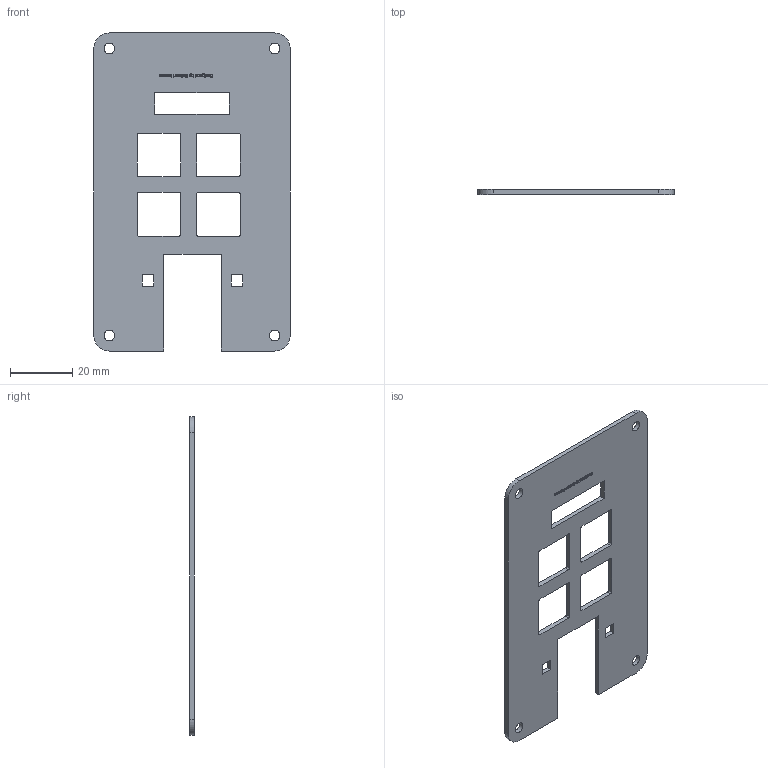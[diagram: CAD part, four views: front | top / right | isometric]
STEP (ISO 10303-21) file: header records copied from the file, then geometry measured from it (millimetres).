
FILE_DESCRIPTION(/* description */ (''),/* implementation_level */ '2;1');
FILE_NAME(/* name */ 'Top Case.step',/* time_stamp */ '2025-12-16T20:19:37+05:00',/* author */ (''),/* organization */ (''),/* preprocessor_version */ 'ST-DEVELOPER v20.1',/* originating_system */ 'Autodesk Translation Framework v14.21.0.0',/* authorisation */ '');
FILE_SCHEMA (('AUTOMOTIVE_DESIGN { 1 0 10303 214 3 1 1 }'));
Length unit declared in the file: millimetre
Products named in the file (1): 2025-12-13-20-19-40-704
Bounding box: 63 x 1.5 x 102 mm (x, y, z)
Volume: 7223.2 mm3; surface area: 10758.9 mm2
Topology: 1 solids, 1 shells, 621 faces, 1755 edges, 1170 vertices
Faces by surface type: bspline 412, plane 185, cylinder 24
Full cylindrical faces by diameter (mm): 3.4 x4
Entity records: 23914 total; most frequent: CARTESIAN_POINT 10551, ORIENTED_EDGE 3510, EDGE_CURVE 1755, DIRECTION 1399, VERTEX_POINT 1170, LINE 883, VECTOR 883, B_SPLINE_CURVE_WITH_KNOTS 824
